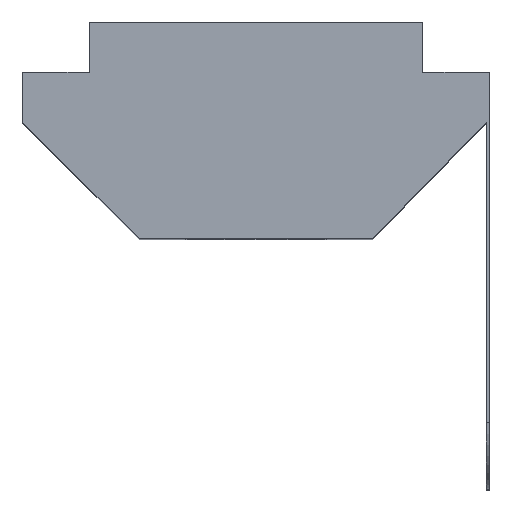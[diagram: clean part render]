
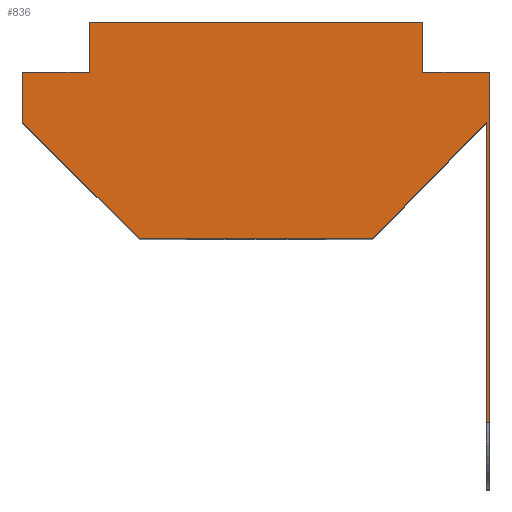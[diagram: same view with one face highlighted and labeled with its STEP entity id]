
A CAD part, top view. The second image highlights one B-rep face of the part: STEP entity #836.
In plain terms, the highlighted planar face has unit normal (0, 0, 1).
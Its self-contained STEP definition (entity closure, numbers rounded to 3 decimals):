
#10 = VERTEX_POINT ( 'NONE', #228 ) ;
#13 = CARTESIAN_POINT ( 'NONE',  ( 0., 0., 20. ) ) ;
#30 = VECTOR ( 'NONE', #420, 1000. ) ;
#38 = EDGE_CURVE ( 'NONE', #802, #849, #302, .T. ) ;
#44 = VECTOR ( 'NONE', #510, 1000. ) ;
#65 = CARTESIAN_POINT ( 'NONE',  ( 14., -12.5, 20. ) ) ;
#71 = CARTESIAN_POINT ( 'NONE',  ( 12., 0., 20. ) ) ;
#77 = LINE ( 'NONE', #193, #587 ) ;
#86 = DIRECTION ( 'NONE',  ( -1., 0., 0. ) ) ;
#87 = ORIENTED_EDGE ( 'NONE', *, *, #784, .T. ) ;
#94 = CARTESIAN_POINT ( 'NONE',  ( 14., 0., 20. ) ) ;
#95 = VECTOR ( 'NONE', #259, 1000. ) ;
#101 = EDGE_LOOP ( 'NONE', ( #534, #208, #87, #767, #723, #502, #211, #252, #529, #657, #801, #543 ) ) ;
#109 = VECTOR ( 'NONE', #86, 1000. ) ;
#114 = VERTEX_POINT ( 'NONE', #572 ) ;
#117 = CARTESIAN_POINT ( 'NONE',  ( 2., 0., 20. ) ) ;
#123 = VERTEX_POINT ( 'NONE', #117 ) ;
#125 = CARTESIAN_POINT ( 'NONE',  ( 14., 1.5, 20. ) ) ;
#144 = EDGE_CURVE ( 'NONE', #10, #644, #643, .T. ) ;
#148 = CARTESIAN_POINT ( 'NONE',  ( 2., 0., 20. ) ) ;
#156 = EDGE_CURVE ( 'NONE', #644, #381, #857, .T. ) ;
#157 = DIRECTION ( 'NONE',  ( 0., -1., 0. ) ) ;
#193 = CARTESIAN_POINT ( 'NONE',  ( 10.5, -5., 20. ) ) ;
#199 = VERTEX_POINT ( 'NONE', #444 ) ;
#207 = AXIS2_PLACEMENT_3D ( 'NONE', #13, #216, #563 ) ;
#208 = ORIENTED_EDGE ( 'NONE', *, *, #753, .T. ) ;
#211 = ORIENTED_EDGE ( 'NONE', *, *, #363, .T. ) ;
#216 = DIRECTION ( 'NONE',  ( 0., 0., 1. ) ) ;
#217 = LINE ( 'NONE', #693, #574 ) ;
#228 = CARTESIAN_POINT ( 'NONE',  ( 0., -1.5, 20. ) ) ;
#241 = EDGE_CURVE ( 'NONE', #114, #10, #318, .T. ) ;
#244 = CARTESIAN_POINT ( 'NONE',  ( 3.5, -5., 20. ) ) ;
#252 = ORIENTED_EDGE ( 'NONE', *, *, #506, .T. ) ;
#259 = DIRECTION ( 'NONE',  ( 0., 1., 0. ) ) ;
#260 = DIRECTION ( 'NONE',  ( 0., -1., 0. ) ) ;
#263 = DIRECTION ( 'NONE',  ( -1., 0., 0. ) ) ;
#284 = EDGE_CURVE ( 'NONE', #381, #569, #77, .T. ) ;
#302 = LINE ( 'NONE', #696, #30 ) ;
#315 = CARTESIAN_POINT ( 'NONE',  ( 3.5, -5., 20. ) ) ;
#318 = LINE ( 'NONE', #722, #740 ) ;
#340 = LINE ( 'NONE', #125, #366 ) ;
#349 = CARTESIAN_POINT ( 'NONE',  ( 14., 0., 20. ) ) ;
#356 = DIRECTION ( 'NONE',  ( -1., 0., 0. ) ) ;
#363 = EDGE_CURVE ( 'NONE', #548, #123, #791, .T. ) ;
#366 = VECTOR ( 'NONE', #263, 1000. ) ;
#380 = DIRECTION ( 'NONE',  ( 1., 0., 0. ) ) ;
#381 = VERTEX_POINT ( 'NONE', #794 ) ;
#388 = VERTEX_POINT ( 'NONE', #429 ) ;
#390 = LINE ( 'NONE', #659, #825 ) ;
#392 = VECTOR ( 'NONE', #356, 1000. ) ;
#408 = FACE_OUTER_BOUND ( 'NONE', #101, .T. ) ;
#420 = DIRECTION ( 'NONE',  ( 0., 1., 0. ) ) ;
#421 = VECTOR ( 'NONE', #260, 1000. ) ;
#429 = CARTESIAN_POINT ( 'NONE',  ( 13.9, -10.5, 20. ) ) ;
#444 = CARTESIAN_POINT ( 'NONE',  ( 14., -10.5, 20. ) ) ;
#446 = EDGE_CURVE ( 'NONE', #569, #388, #217, .T. ) ;
#452 = EDGE_CURVE ( 'NONE', #806, #802, #634, .T. ) ;
#467 = DIRECTION ( 'NONE',  ( 0.697, 0.717, 0. ) ) ;
#502 = ORIENTED_EDGE ( 'NONE', *, *, #673, .T. ) ;
#506 = EDGE_CURVE ( 'NONE', #123, #114, #829, .T. ) ;
#510 = DIRECTION ( 'NONE',  ( 0.707, -0.707, 0. ) ) ;
#529 = ORIENTED_EDGE ( 'NONE', *, *, #241, .T. ) ;
#533 = CARTESIAN_POINT ( 'NONE',  ( 2., 1.5, 20. ) ) ;
#534 = ORIENTED_EDGE ( 'NONE', *, *, #446, .T. ) ;
#543 = ORIENTED_EDGE ( 'NONE', *, *, #284, .T. ) ;
#548 = VERTEX_POINT ( 'NONE', #571 ) ;
#563 = DIRECTION ( 'NONE',  ( 1., 0., 0. ) ) ;
#569 = VERTEX_POINT ( 'NONE', #778 ) ;
#571 = CARTESIAN_POINT ( 'NONE',  ( 2., 1.5, 20. ) ) ;
#572 = CARTESIAN_POINT ( 'NONE',  ( 0., 0., 20. ) ) ;
#574 = VECTOR ( 'NONE', #157, 1000. ) ;
#585 = DIRECTION ( 'NONE',  ( 0., -1., 0. ) ) ;
#587 = VECTOR ( 'NONE', #467, 1000. ) ;
#600 = DIRECTION ( 'NONE',  ( 1., 0., 0. ) ) ;
#634 = LINE ( 'NONE', #94, #109 ) ;
#643 = LINE ( 'NONE', #773, #44 ) ;
#644 = VERTEX_POINT ( 'NONE', #244 ) ;
#657 = ORIENTED_EDGE ( 'NONE', *, *, #144, .T. ) ;
#659 = CARTESIAN_POINT ( 'NONE',  ( 0., -10.5, 20. ) ) ;
#673 = EDGE_CURVE ( 'NONE', #849, #548, #340, .T. ) ;
#682 = CARTESIAN_POINT ( 'NONE',  ( 12., 1.5, 20. ) ) ;
#693 = CARTESIAN_POINT ( 'NONE',  ( 13.9, -1.5, 20. ) ) ;
#696 = CARTESIAN_POINT ( 'NONE',  ( 12., 0., 20. ) ) ;
#722 = CARTESIAN_POINT ( 'NONE',  ( 0., 1.5, 20. ) ) ;
#723 = ORIENTED_EDGE ( 'NONE', *, *, #38, .T. ) ;
#740 = VECTOR ( 'NONE', #585, 1000. ) ;
#753 = EDGE_CURVE ( 'NONE', #388, #199, #390, .T. ) ;
#757 = VECTOR ( 'NONE', #380, 1000. ) ;
#761 = PLANE ( 'NONE',  #207 ) ;
#767 = ORIENTED_EDGE ( 'NONE', *, *, #452, .T. ) ;
#773 = CARTESIAN_POINT ( 'NONE',  ( 0., -1.5, 20. ) ) ;
#778 = CARTESIAN_POINT ( 'NONE',  ( 13.9, -1.5, 20. ) ) ;
#784 = EDGE_CURVE ( 'NONE', #199, #806, #862, .T. ) ;
#791 = LINE ( 'NONE', #533, #421 ) ;
#794 = CARTESIAN_POINT ( 'NONE',  ( 10.5, -5., 20. ) ) ;
#801 = ORIENTED_EDGE ( 'NONE', *, *, #156, .T. ) ;
#802 = VERTEX_POINT ( 'NONE', #71 ) ;
#806 = VERTEX_POINT ( 'NONE', #349 ) ;
#825 = VECTOR ( 'NONE', #600, 1000. ) ;
#829 = LINE ( 'NONE', #148, #392 ) ;
#836 = ADVANCED_FACE ( 'NONE', ( #408 ), #761, .T. ) ;
#849 = VERTEX_POINT ( 'NONE', #682 ) ;
#857 = LINE ( 'NONE', #315, #757 ) ;
#862 = LINE ( 'NONE', #65, #95 ) ;
